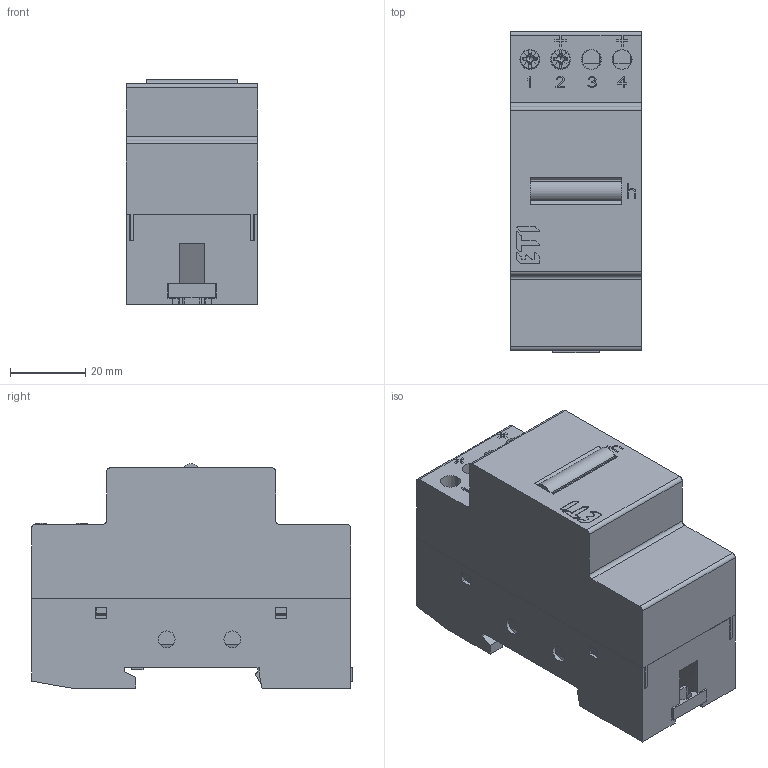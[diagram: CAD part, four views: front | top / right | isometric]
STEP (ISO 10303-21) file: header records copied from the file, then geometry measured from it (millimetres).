
FILE_DESCRIPTION((''),'2;1');
FILE_NAME('HKD0_ASM_ASM','2022-06-21T07:16:08',('klemen.sitar'),('Audax d.o.o.'),'CREO PARAMETRIC BY PTC INC, 2021304','CREO PARAMETRIC BY PTC INC, 2021304','');
FILE_SCHEMA(('AP242_MANAGED_MODEL_BASED_3D_ENGINEERING_MIM_LF { 1 0 10303 442 1 1 4 }'));
Length unit declared in the file: millimetre
Products named in the file (6): 0000247785_2; 0000248674_2; 0000247813_1; 30DPODNOZJE_1_1; ETI_LOGO; HKD0_ASM_ASM
Assembly tree (5 placements, depth 2):
  HKD0_ASM_ASM
    0000247785_2
    0000248674_2
    0000247813_1
    30DPODNOZJE_1_1
    ETI_LOGO
Bounding box: 35 x 85.5 x 59.8 mm (x, y, z)
Volume: 46608.2 mm3; surface area: 57541.2 mm2
Topology: 9 solids, 9 shells, 1303 faces, 3745 edges, 2484 vertices
Faces by surface type: plane 1036, cylinder 170, cone 37, bspline 32, torus 28
Entity records: 66806 total; most frequent: CARTESIAN_POINT 9917, ORIENTED_EDGE 7462, DIRECTION 6798, PRESENTATION_STYLE_ASSIGNMENT 5088, STYLED_ITEM 5088, CURVE_STYLE 3758, EDGE_CURVE 3731, VECTOR 3120
